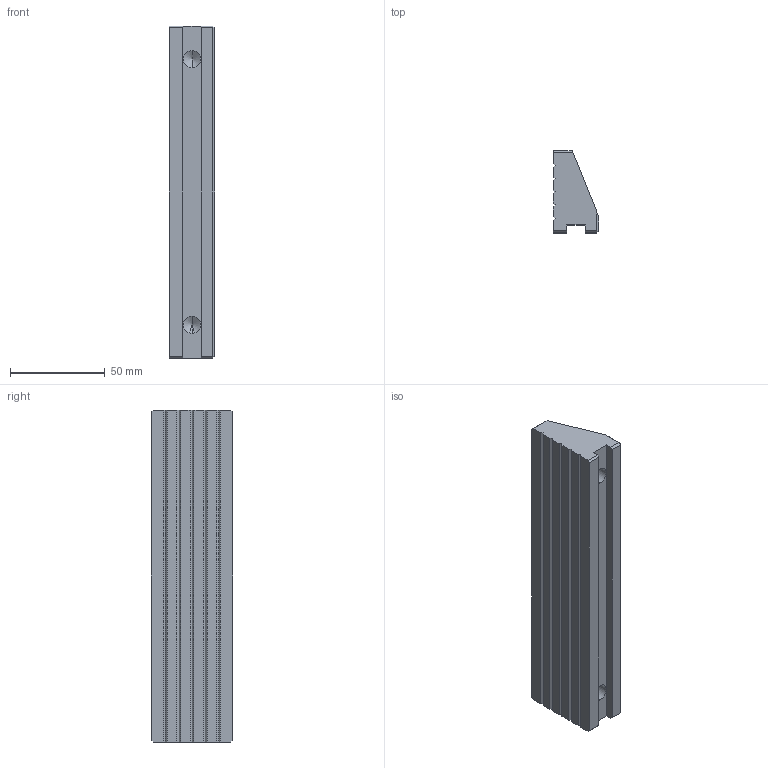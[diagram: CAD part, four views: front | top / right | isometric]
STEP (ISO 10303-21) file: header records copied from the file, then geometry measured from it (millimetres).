
FILE_DESCRIPTION (( 'STEP AP214' ), '1' );
FILE_NAME ('GT853171-02V.STEP', '2021-09-18T02:48:03', ( '' ), ( '' ), 'SwSTEP 2.0', 'SolidWorks 2012', '' );
FILE_SCHEMA (( 'AUTOMOTIVE_DESIGN' ));
Length unit declared in the file: millimetre
Products named in the file (1): GT853171-02V
Bounding box: 24 x 43 x 175 mm (x, y, z)
Volume: 126187.6 mm3; surface area: 26656.5 mm2
Topology: 1 solids, 1 shells, 61 faces, 157 edges, 96 vertices
Faces by surface type: plane 43, cylinder 10, cone 8
Entity records: 1839 total; most frequent: CARTESIAN_POINT 313, ORIENTED_EDGE 298, DIRECTION 289, EDGE_CURVE 149, VECTOR 129, LINE 129, VERTEX_POINT 96, AXIS2_PLACEMENT_3D 80
